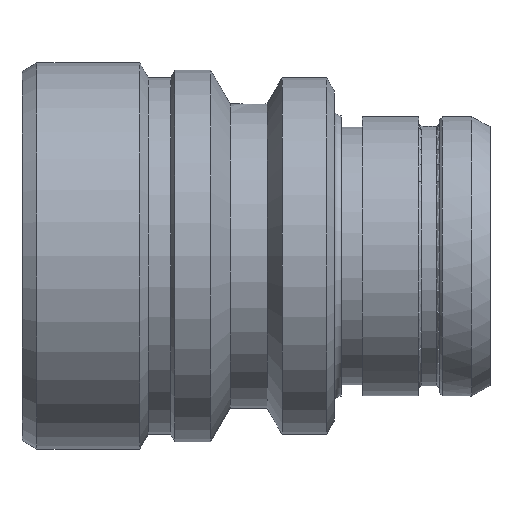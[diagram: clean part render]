
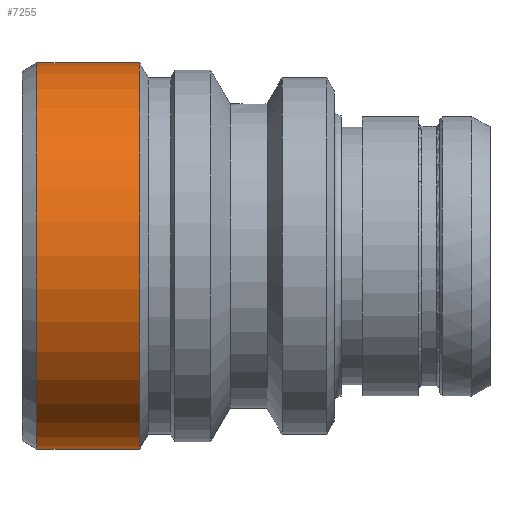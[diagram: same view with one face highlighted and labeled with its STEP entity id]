
A CAD part, top view. The second image highlights one B-rep face of the part: STEP entity #7255.
In plain terms, the highlighted cylindrical face has radius 13 mm (diameter 26 mm), a partial arc.
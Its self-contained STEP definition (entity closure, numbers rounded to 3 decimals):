
#534=CARTESIAN_POINT('',(-20.,0.,0.));
#535=DIRECTION('',(1.,0.,0.));
#536=DIRECTION('',(0.,1.,0.));
#537=AXIS2_PLACEMENT_3D('',#534,#535,#536);
#539=CARTESIAN_POINT('',(-13.077,0.,0.));
#540=DIRECTION('',(1.,0.,0.));
#541=DIRECTION('',(0.,1.,0.));
#542=AXIS2_PLACEMENT_3D('',#539,#540,#541);
#544=DIRECTION('',(-1.,0.,0.));
#545=VECTOR('',#544,6.923);
#546=CARTESIAN_POINT('',(-13.077,13.,0.));
#547=LINE('884',#546,#545);
#548=DIRECTION('',(-1.,0.,0.));
#549=VECTOR('',#548,6.923);
#550=CARTESIAN_POINT('',(-13.077,-13.,0.));
#551=LINE('900',#550,#549);
#5874=CARTESIAN_POINT('',(-13.077,13.,0.));
#5875=VERTEX_POINT('',#5874);
#5876=CARTESIAN_POINT('',(-20.,13.,0.));
#5877=VERTEX_POINT('',#5876);
#5910=CARTESIAN_POINT('',(-13.077,-13.,0.));
#5911=VERTEX_POINT('',#5910);
#5912=CARTESIAN_POINT('',(-20.,-13.,0.));
#5913=VERTEX_POINT('',#5912);
#7241=CARTESIAN_POINT('',(-22.575,0.,0.));
#7242=DIRECTION('',(1.,0.,0.));
#7243=DIRECTION('',(0.,-1.,0.));
#7244=AXIS2_PLACEMENT_3D('',#7241,#7242,#7243);
#7245=CYLINDRICAL_SURFACE('276',#7244,13.);
#7247=ORIENTED_EDGE('884',*,*,#7246,.F.);
#7249=ORIENTED_EDGE('919',*,*,#7248,.T.);
#7251=ORIENTED_EDGE('900',*,*,#7250,.T.);
#7252=ORIENTED_EDGE('920',*,*,#7227,.F.);
#7253=EDGE_LOOP('276',(#7247,#7249,#7251,#7252));
#7254=FACE_OUTER_BOUND('276',#7253,.F.);
#538=CIRCLE('920',#537,13.);
#543=CIRCLE('919',#542,13.);
#7227=EDGE_CURVE('920',#5877,#5913,#538,.T.);
#7246=EDGE_CURVE('884',#5875,#5877,#547,.T.);
#7248=EDGE_CURVE('919',#5875,#5911,#543,.T.);
#7250=EDGE_CURVE('900',#5911,#5913,#551,.T.);
#7255=ADVANCED_FACE('276',(#7254),#7245,.T.);
